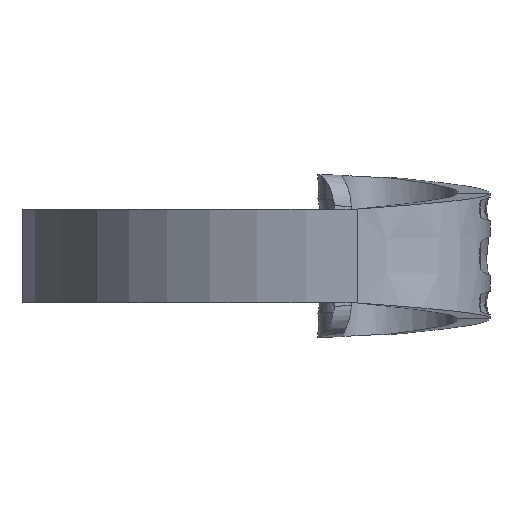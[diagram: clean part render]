
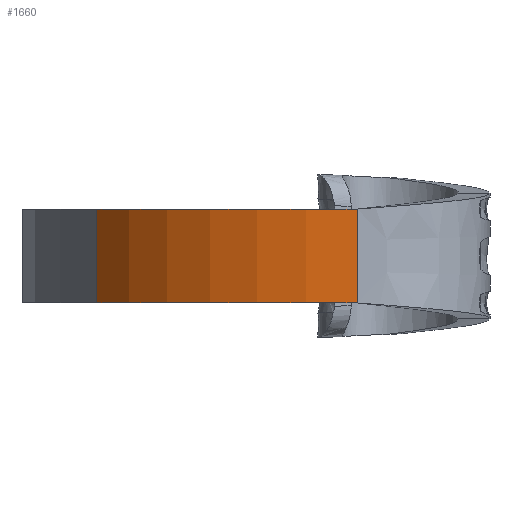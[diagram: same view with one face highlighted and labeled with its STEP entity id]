
A CAD part, left-side view. The second image highlights one B-rep face of the part: STEP entity #1660.
In plain terms, the highlighted cylindrical face has radius 40 mm (diameter 80 mm), a partial arc.
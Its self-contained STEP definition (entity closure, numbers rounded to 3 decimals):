
#735 = CARTESIAN_POINT ( 'NONE',  ( -10., -13.033, -6. ) ) ;
#787 = DIRECTION ( 'NONE',  ( -0.556, 0.831, 0. ) ) ;
#913 = CIRCLE ( 'NONE', #5602, 40. ) ;
#939 = DIRECTION ( 'NONE',  ( 0., 0., 1. ) ) ;
#1173 = LINE ( 'NONE', #13938, #11380 ) ;
#1524 = VERTEX_POINT ( 'NONE', #3162 ) ;
#1607 = LINE ( 'NONE', #6002, #9194 ) ;
#1660 = ADVANCED_FACE ( 'NONE', ( #4512 ), #4111, .T. ) ;
#1804 = CIRCLE ( 'NONE', #12261, 40. ) ;
#3162 = CARTESIAN_POINT ( 'NONE',  ( -50., -13.033, 6. ) ) ;
#3268 = DIRECTION ( 'NONE',  ( 0., 0., 1. ) ) ;
#3347 = CARTESIAN_POINT ( 'NONE',  ( -32.222, 20.226, -6. ) ) ;
#3627 = VERTEX_POINT ( 'NONE', #10623 ) ;
#4111 = CYLINDRICAL_SURFACE ( 'NONE', #9126, 40. ) ;
#4512 = FACE_OUTER_BOUND ( 'NONE', #12886, .T. ) ;
#4574 = CARTESIAN_POINT ( 'NONE',  ( -10., -13.033, 0. ) ) ;
#4607 = EDGE_CURVE ( 'NONE', #11313, #1524, #913, .T. ) ;
#4741 = DIRECTION ( 'NONE',  ( 0., 0., 1. ) ) ;
#5602 = AXIS2_PLACEMENT_3D ( 'NONE', #7422, #4741, #787 ) ;
#5850 = ORIENTED_EDGE ( 'NONE', *, *, #13067, .F. ) ;
#5854 = DIRECTION ( 'NONE',  ( 1., 0., 0. ) ) ;
#6002 = CARTESIAN_POINT ( 'NONE',  ( -32.222, 20.226, 6. ) ) ;
#6022 = DIRECTION ( 'NONE',  ( -0.556, 0.831, 0. ) ) ;
#6771 = ORIENTED_EDGE ( 'NONE', *, *, #13216, .T. ) ;
#7422 = CARTESIAN_POINT ( 'NONE',  ( -10., -13.033, 6. ) ) ;
#9126 = AXIS2_PLACEMENT_3D ( 'NONE', #4574, #14791, #5854 ) ;
#9194 = VECTOR ( 'NONE', #939, 1000. ) ;
#10623 = CARTESIAN_POINT ( 'NONE',  ( -50., -13.033, -6. ) ) ;
#10680 = VERTEX_POINT ( 'NONE', #3347 ) ;
#11313 = VERTEX_POINT ( 'NONE', #14691 ) ;
#11380 = VECTOR ( 'NONE', #12883, 1000. ) ;
#12261 = AXIS2_PLACEMENT_3D ( 'NONE', #735, #3268, #6022 ) ;
#12364 = EDGE_CURVE ( 'NONE', #10680, #3627, #1804, .T. ) ;
#12883 = DIRECTION ( 'NONE',  ( 0., 0., 1. ) ) ;
#12886 = EDGE_LOOP ( 'NONE', ( #6771, #15240, #5850, #15128 ) ) ;
#13067 = EDGE_CURVE ( 'NONE', #10680, #11313, #1607, .T. ) ;
#13216 = EDGE_CURVE ( 'NONE', #3627, #1524, #1173, .T. ) ;
#13938 = CARTESIAN_POINT ( 'NONE',  ( -50., -13.033, 6. ) ) ;
#14691 = CARTESIAN_POINT ( 'NONE',  ( -32.222, 20.226, 6. ) ) ;
#14791 = DIRECTION ( 'NONE',  ( 0., 0., 1. ) ) ;
#15128 = ORIENTED_EDGE ( 'NONE', *, *, #12364, .T. ) ;
#15240 = ORIENTED_EDGE ( 'NONE', *, *, #4607, .F. ) ;
